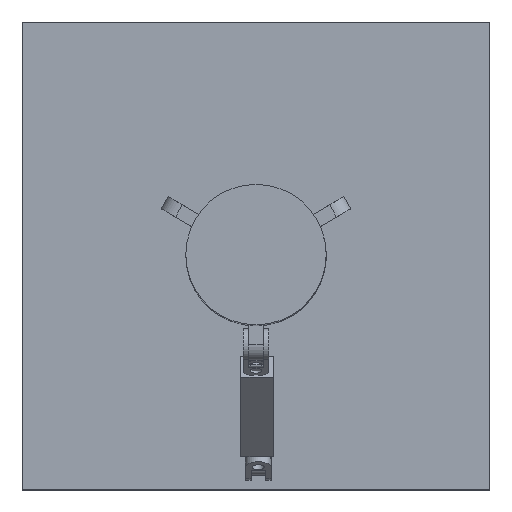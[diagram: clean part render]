
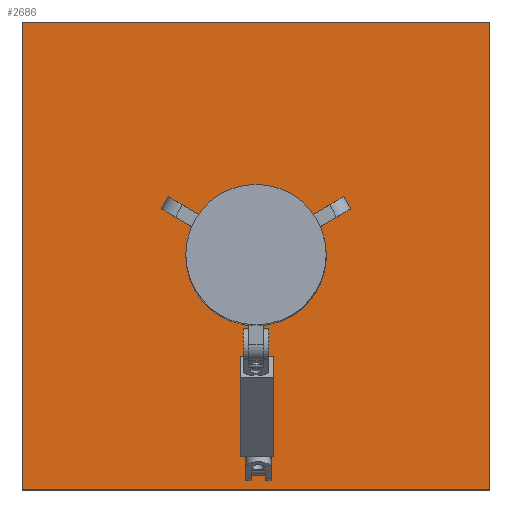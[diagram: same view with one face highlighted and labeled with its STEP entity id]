
A CAD part, top view. The second image highlights one B-rep face of the part: STEP entity #2686.
In plain terms, the highlighted planar face has unit normal (0, 0, 1).
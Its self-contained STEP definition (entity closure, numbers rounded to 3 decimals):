
#97=FACE_BOUND('',#401,.T.);
#143=PLANE('',#2938);
#242=FACE_OUTER_BOUND('',#400,.T.);
#400=EDGE_LOOP('',(#1923,#1924,#1925,#1926));
#401=EDGE_LOOP('',(#1927,#1928,#1929,#1930));
#585=LINE('',#4101,#848);
#593=LINE('',#4115,#856);
#594=LINE('',#4118,#857);
#597=LINE('',#4123,#860);
#601=LINE('',#4133,#864);
#604=LINE('',#4139,#867);
#607=LINE('',#4145,#870);
#610=LINE('',#4149,#873);
#848=VECTOR('',#3248,10.);
#856=VECTOR('',#3260,10.);
#857=VECTOR('',#3263,10.);
#860=VECTOR('',#3268,10.);
#864=VECTOR('',#3276,10.);
#867=VECTOR('',#3281,10.);
#870=VECTOR('',#3286,10.);
#873=VECTOR('',#3291,10.);
#1229=VERTEX_POINT('',#4099);
#1230=VERTEX_POINT('',#4100);
#1234=VERTEX_POINT('',#4113);
#1235=VERTEX_POINT('',#4117);
#1239=VERTEX_POINT('',#4130);
#1240=VERTEX_POINT('',#4132);
#1242=VERTEX_POINT('',#4138);
#1244=VERTEX_POINT('',#4144);
#1484=EDGE_CURVE('',#1229,#1230,#585,.T.);
#1492=EDGE_CURVE('',#1230,#1234,#593,.T.);
#1493=EDGE_CURVE('',#1234,#1235,#594,.T.);
#1496=EDGE_CURVE('',#1235,#1229,#597,.T.);
#1500=EDGE_CURVE('',#1240,#1239,#601,.T.);
#1503=EDGE_CURVE('',#1242,#1240,#604,.T.);
#1506=EDGE_CURVE('',#1244,#1242,#607,.T.);
#1509=EDGE_CURVE('',#1239,#1244,#610,.T.);
#1923=ORIENTED_EDGE('',*,*,#1509,.T.);
#1924=ORIENTED_EDGE('',*,*,#1506,.T.);
#1925=ORIENTED_EDGE('',*,*,#1503,.T.);
#1926=ORIENTED_EDGE('',*,*,#1500,.T.);
#1927=ORIENTED_EDGE('',*,*,#1492,.T.);
#1928=ORIENTED_EDGE('',*,*,#1493,.T.);
#1929=ORIENTED_EDGE('',*,*,#1496,.T.);
#1930=ORIENTED_EDGE('',*,*,#1484,.T.);
#2686=ADVANCED_FACE('',(#242,#97),#143,.T.);
#2938=AXIS2_PLACEMENT_3D('',#4150,#3292,#3293);
#3248=DIRECTION('',(0.,1.,0.));
#3260=DIRECTION('',(1.,0.,0.));
#3263=DIRECTION('',(0.,-1.,0.));
#3268=DIRECTION('',(-1.,0.,0.));
#3276=DIRECTION('',(-1.,0.,0.));
#3281=DIRECTION('',(0.,1.,0.));
#3286=DIRECTION('',(1.,0.,0.));
#3291=DIRECTION('',(0.,-1.,0.));
#3292=DIRECTION('center_axis',(0.,0.,1.));
#3293=DIRECTION('ref_axis',(1.,0.,0.));
#4099=CARTESIAN_POINT('',(-2.,-47.,-33.));
#4100=CARTESIAN_POINT('',(-2.,-42.,-33.));
#4101=CARTESIAN_POINT('',(-2.,-21.,-33.));
#4113=CARTESIAN_POINT('',(3.,-42.,-33.));
#4115=CARTESIAN_POINT('',(1.,-42.,-33.));
#4117=CARTESIAN_POINT('',(3.,-47.,-33.));
#4118=CARTESIAN_POINT('',(3.,-23.5,-33.));
#4123=CARTESIAN_POINT('',(-0.5,-47.,-33.));
#4130=CARTESIAN_POINT('',(-50.,50.,-33.));
#4132=CARTESIAN_POINT('',(50.,50.,-33.));
#4133=CARTESIAN_POINT('',(50.,50.,-33.));
#4138=CARTESIAN_POINT('',(50.,-50.,-33.));
#4139=CARTESIAN_POINT('',(50.,-50.,-33.));
#4144=CARTESIAN_POINT('',(-50.,-50.,-33.));
#4145=CARTESIAN_POINT('',(-50.,-50.,-33.));
#4149=CARTESIAN_POINT('',(-50.,50.,-33.));
#4150=CARTESIAN_POINT('Origin',(0.,0.,-33.));
